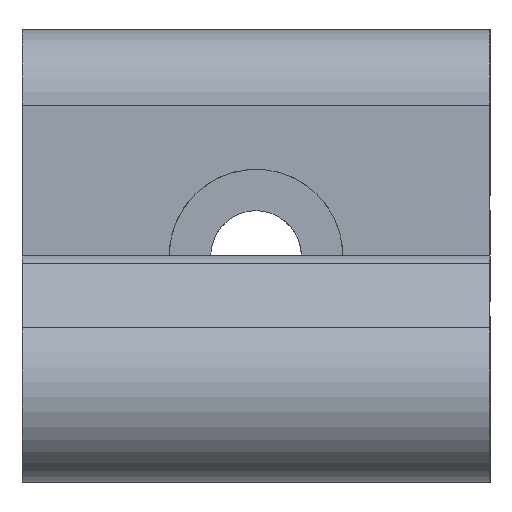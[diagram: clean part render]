
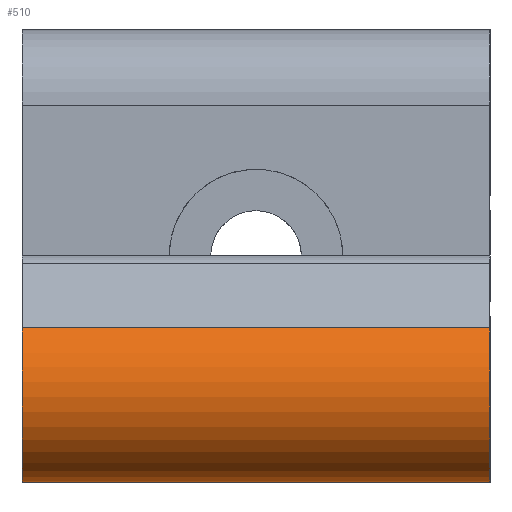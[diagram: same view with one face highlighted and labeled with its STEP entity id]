
A CAD part, front view. The second image highlights one B-rep face of the part: STEP entity #510.
In plain terms, the highlighted cylindrical face has radius 6 mm (diameter 12 mm), a partial arc.
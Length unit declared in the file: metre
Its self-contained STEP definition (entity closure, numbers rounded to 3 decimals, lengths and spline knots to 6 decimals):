
#23=CYLINDRICAL_SURFACE('',#562,0.006);
#36=CIRCLE('',#549,0.006);
#43=CIRCLE('',#563,0.006);
#107=ORIENTED_EDGE('',*,*,#216,.F.);
#108=ORIENTED_EDGE('',*,*,#243,.F.);
#109=ORIENTED_EDGE('',*,*,#244,.T.);
#110=ORIENTED_EDGE('',*,*,#245,.T.);
#216=EDGE_CURVE('',#290,#291,#36,.T.);
#243=EDGE_CURVE('',#310,#290,#355,.T.);
#244=EDGE_CURVE('',#310,#311,#43,.T.);
#245=EDGE_CURVE('',#311,#291,#356,.T.);
#290=VERTEX_POINT('',#775);
#291=VERTEX_POINT('',#777);
#310=VERTEX_POINT('',#828);
#311=VERTEX_POINT('',#832);
#355=LINE('',#829,#404);
#356=LINE('',#833,#405);
#404=VECTOR('',#663,1.);
#405=VECTOR('',#668,1.);
#433=EDGE_LOOP('',(#107,#108,#109,#110));
#463=FACE_BOUND('',#433,.T.);
#510=ADVANCED_FACE('',(#463),#23,.T.);
#549=AXIS2_PLACEMENT_3D('',#776,#617,#618);
#562=AXIS2_PLACEMENT_3D('',#830,#664,#665);
#563=AXIS2_PLACEMENT_3D('',#831,#666,#667);
#617=DIRECTION('',(1.,0.,0.));
#618=DIRECTION('',(0.,0.,-1.));
#663=DIRECTION('',(1.,0.,0.));
#664=DIRECTION('',(1.,0.,0.));
#665=DIRECTION('',(0.,0.,1.));
#666=DIRECTION('',(1.,0.,0.));
#667=DIRECTION('',(0.,0.,-1.));
#668=DIRECTION('',(1.,0.,0.));
#775=CARTESIAN_POINT('',(0.,-0.102209,0.010243));
#776=CARTESIAN_POINT('',(0.,-0.097966,0.006));
#777=CARTESIAN_POINT('',(0.,-0.097966,0.));
#828=CARTESIAN_POINT('',(-0.031,-0.102209,0.010243));
#829=CARTESIAN_POINT('',(-0.03,-0.102209,0.010243));
#830=CARTESIAN_POINT('',(-0.03,-0.097966,0.006));
#831=CARTESIAN_POINT('',(-0.031,-0.097966,0.006));
#832=CARTESIAN_POINT('',(-0.031,-0.097966,0.));
#833=CARTESIAN_POINT('',(-0.03,-0.097966,0.));
